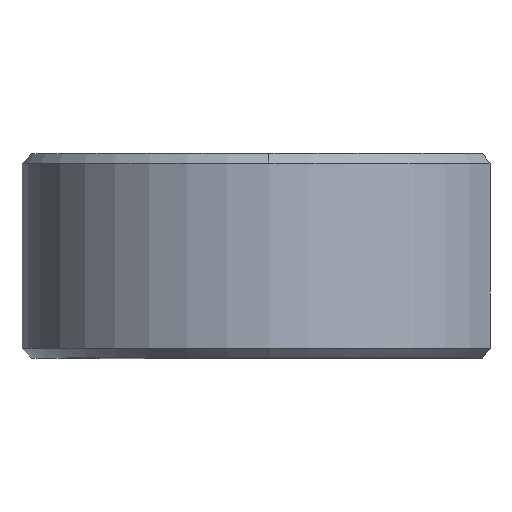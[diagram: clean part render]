
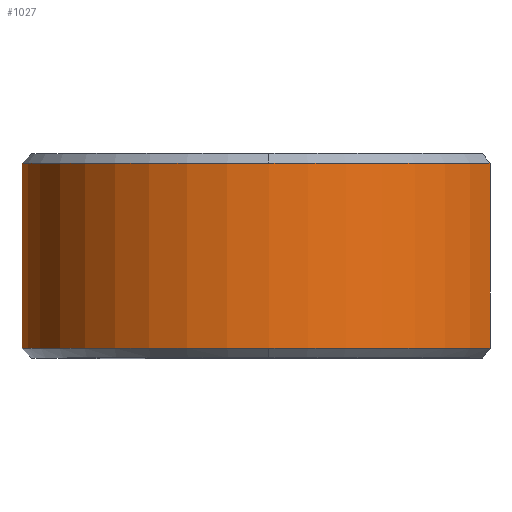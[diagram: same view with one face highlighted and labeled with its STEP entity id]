
A CAD part, top view. The second image highlights one B-rep face of the part: STEP entity #1027.
In plain terms, the highlighted cylindrical face has radius 12.7 mm (diameter 25.4 mm), a partial arc.
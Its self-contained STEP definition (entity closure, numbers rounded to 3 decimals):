
#1 = EDGE_CURVE ( 'NONE', #1248, #1335, #768, .T. ) ;
#22 = DIRECTION ( 'NONE',  ( 0., -1., 0. ) ) ;
#55 = ORIENTED_EDGE ( 'NONE', *, *, #63, .T. ) ;
#60 = DIRECTION ( 'NONE',  ( 0., -1., 0. ) ) ;
#63 = EDGE_CURVE ( 'NONE', #685, #1248, #87, .T. ) ;
#86 = ORIENTED_EDGE ( 'NONE', *, *, #723, .T. ) ;
#87 = CIRCLE ( 'NONE', #1039, 12.7 ) ;
#101 = CARTESIAN_POINT ( 'NONE',  ( 1.171, -3.238, -0.25 ) ) ;
#137 = DIRECTION ( 'NONE',  ( 0., -1., 0. ) ) ;
#177 = CARTESIAN_POINT ( 'NONE',  ( 1.171, 6.762, -0.25 ) ) ;
#227 = DIRECTION ( 'NONE',  ( 0., 0., 1. ) ) ;
#261 = CIRCLE ( 'NONE', #791, 12.7 ) ;
#297 = DIRECTION ( 'NONE',  ( 0., 1., 0. ) ) ;
#322 = VERTEX_POINT ( 'NONE', #1247 ) ;
#329 = EDGE_CURVE ( 'NONE', #322, #622, #1363, .T. ) ;
#362 = CARTESIAN_POINT ( 'NONE',  ( 12.528, 6.262, 5.433 ) ) ;
#372 = DIRECTION ( 'NONE',  ( 0., -1., 0. ) ) ;
#392 = CIRCLE ( 'NONE', #1412, 12.7 ) ;
#419 = DIRECTION ( 'NONE',  ( 0., 1., 0. ) ) ;
#444 = VECTOR ( 'NONE', #137, 1000. ) ;
#447 = CARTESIAN_POINT ( 'NONE',  ( -2.357, 6.262, -12.45 ) ) ;
#448 = CARTESIAN_POINT ( 'NONE',  ( 1.171, 6.262, 12.45 ) ) ;
#484 = FACE_OUTER_BOUND ( 'NONE', #1120, .T. ) ;
#538 = VERTEX_POINT ( 'NONE', #755 ) ;
#598 = ORIENTED_EDGE ( 'NONE', *, *, #994, .T. ) ;
#622 = VERTEX_POINT ( 'NONE', #362 ) ;
#666 = ORIENTED_EDGE ( 'NONE', *, *, #1, .T. ) ;
#685 = VERTEX_POINT ( 'NONE', #448 ) ;
#723 = EDGE_CURVE ( 'NONE', #1335, #538, #261, .T. ) ;
#738 = CARTESIAN_POINT ( 'NONE',  ( 1.171, 6.262, -0.25 ) ) ;
#755 = CARTESIAN_POINT ( 'NONE',  ( 1.171, -3.238, 12.45 ) ) ;
#768 = LINE ( 'NONE', #857, #444 ) ;
#786 = ORIENTED_EDGE ( 'NONE', *, *, #877, .T. ) ;
#791 = AXIS2_PLACEMENT_3D ( 'NONE', #101, #940, #227 ) ;
#851 = AXIS2_PLACEMENT_3D ( 'NONE', #1006, #297, #1127 ) ;
#857 = CARTESIAN_POINT ( 'NONE',  ( -2.357, 6.762, -12.45 ) ) ;
#862 = DIRECTION ( 'NONE',  ( 0., 0., 1. ) ) ;
#877 = EDGE_CURVE ( 'NONE', #622, #685, #392, .T. ) ;
#896 = DIRECTION ( 'NONE',  ( 0., 0., -1. ) ) ;
#940 = DIRECTION ( 'NONE',  ( 0., 1., 0. ) ) ;
#994 = EDGE_CURVE ( 'NONE', #538, #322, #1186, .T. ) ;
#1006 = CARTESIAN_POINT ( 'NONE',  ( 1.171, -3.238, -0.25 ) ) ;
#1008 = CARTESIAN_POINT ( 'NONE',  ( 12.528, 6.762, 5.433 ) ) ;
#1020 = VECTOR ( 'NONE', #419, 1000. ) ;
#1027 = ADVANCED_FACE ( 'NONE', ( #484 ), #1372, .T. ) ;
#1039 = AXIS2_PLACEMENT_3D ( 'NONE', #1200, #372, #1085 ) ;
#1085 = DIRECTION ( 'NONE',  ( 0., 0., 1. ) ) ;
#1120 = EDGE_LOOP ( 'NONE', ( #666, #86, #598, #1301, #786, #55 ) ) ;
#1127 = DIRECTION ( 'NONE',  ( 0., 0., 1. ) ) ;
#1157 = AXIS2_PLACEMENT_3D ( 'NONE', #177, #60, #896 ) ;
#1186 = CIRCLE ( 'NONE', #851, 12.7 ) ;
#1200 = CARTESIAN_POINT ( 'NONE',  ( 1.171, 6.262, -0.25 ) ) ;
#1247 = CARTESIAN_POINT ( 'NONE',  ( 12.528, -3.238, 5.433 ) ) ;
#1248 = VERTEX_POINT ( 'NONE', #447 ) ;
#1301 = ORIENTED_EDGE ( 'NONE', *, *, #329, .T. ) ;
#1335 = VERTEX_POINT ( 'NONE', #1424 ) ;
#1363 = LINE ( 'NONE', #1008, #1020 ) ;
#1372 = CYLINDRICAL_SURFACE ( 'NONE', #1157, 12.7 ) ;
#1412 = AXIS2_PLACEMENT_3D ( 'NONE', #738, #22, #862 ) ;
#1424 = CARTESIAN_POINT ( 'NONE',  ( -2.357, -3.238, -12.45 ) ) ;
